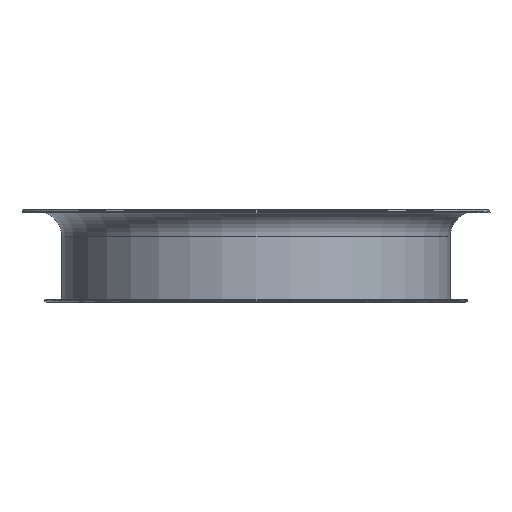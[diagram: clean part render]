
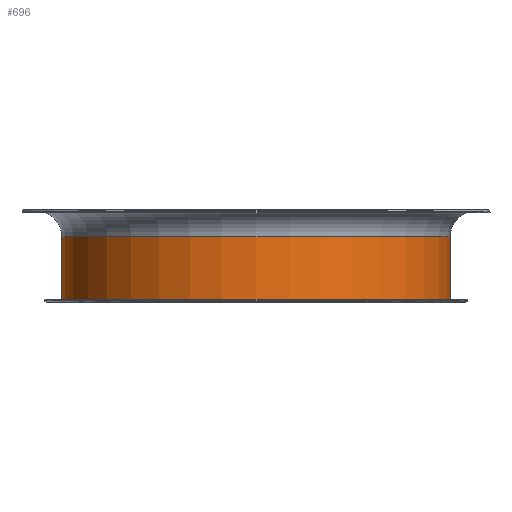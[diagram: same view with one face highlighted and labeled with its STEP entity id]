
A CAD part, left-side view. The second image highlights one B-rep face of the part: STEP entity #696.
In plain terms, the highlighted cylindrical face has radius 633 mm (diameter 1266 mm), a partial arc.
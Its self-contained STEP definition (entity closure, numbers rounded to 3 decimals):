
#17 = VERTEX_POINT ( 'NONE', #2165 ) ;
#93 = EDGE_CURVE ( 'NONE', #116, #1774, #3309, .T. ) ;
#116 = VERTEX_POINT ( 'NONE', #681 ) ;
#191 = CARTESIAN_POINT ( 'NONE',  ( 0., -633., 213. ) ) ;
#250 = DIRECTION ( 'NONE',  ( 0., 0., 1. ) ) ;
#368 = CARTESIAN_POINT ( 'NONE',  ( 0., 633., 0. ) ) ;
#410 = VECTOR ( 'NONE', #647, 1000. ) ;
#454 = LINE ( 'NONE', #368, #3348 ) ;
#508 = CIRCLE ( 'NONE', #3039, 633. ) ;
#536 = EDGE_LOOP ( 'NONE', ( #1988, #3672, #912, #851 ) ) ;
#647 = DIRECTION ( 'NONE',  ( 0., 0., 1. ) ) ;
#681 = CARTESIAN_POINT ( 'NONE',  ( 0., 633., 7. ) ) ;
#696 = ADVANCED_FACE ( 'NONE', ( #2197 ), #3107, .T. ) ;
#851 = ORIENTED_EDGE ( 'NONE', *, *, #3442, .F. ) ;
#912 = ORIENTED_EDGE ( 'NONE', *, *, #3670, .T. ) ;
#945 = CARTESIAN_POINT ( 'NONE',  ( 0., -633., 0. ) ) ;
#1287 = DIRECTION ( 'NONE',  ( 0., 0., 1. ) ) ;
#1370 = CARTESIAN_POINT ( 'NONE',  ( 0., 0., 213. ) ) ;
#1525 = AXIS2_PLACEMENT_3D ( 'NONE', #3891, #250, #3578 ) ;
#1774 = VERTEX_POINT ( 'NONE', #3294 ) ;
#1920 = DIRECTION ( 'NONE',  ( 0., 0., 1. ) ) ;
#1923 = LINE ( 'NONE', #945, #410 ) ;
#1988 = ORIENTED_EDGE ( 'NONE', *, *, #3820, .F. ) ;
#2165 = CARTESIAN_POINT ( 'NONE',  ( 0., 633., 213. ) ) ;
#2197 = FACE_OUTER_BOUND ( 'NONE', #536, .T. ) ;
#2239 = DIRECTION ( 'NONE',  ( 0., -1., 0. ) ) ;
#2655 = DIRECTION ( 'NONE',  ( 0., 0., 1. ) ) ;
#2952 = DIRECTION ( 'NONE',  ( 0., -1., 0. ) ) ;
#3039 = AXIS2_PLACEMENT_3D ( 'NONE', #1370, #2655, #2952 ) ;
#3107 = CYLINDRICAL_SURFACE ( 'NONE', #1525, 633. ) ;
#3121 = CARTESIAN_POINT ( 'NONE',  ( 0., 0., 7. ) ) ;
#3241 = VERTEX_POINT ( 'NONE', #191 ) ;
#3294 = CARTESIAN_POINT ( 'NONE',  ( 0., -633., 7. ) ) ;
#3298 = AXIS2_PLACEMENT_3D ( 'NONE', #3121, #1920, #2239 ) ;
#3309 = CIRCLE ( 'NONE', #3298, 633. ) ;
#3348 = VECTOR ( 'NONE', #1287, 1000. ) ;
#3442 = EDGE_CURVE ( 'NONE', #17, #3241, #508, .T. ) ;
#3578 = DIRECTION ( 'NONE',  ( 0., -1., 0. ) ) ;
#3670 = EDGE_CURVE ( 'NONE', #1774, #3241, #1923, .T. ) ;
#3672 = ORIENTED_EDGE ( 'NONE', *, *, #93, .T. ) ;
#3820 = EDGE_CURVE ( 'NONE', #116, #17, #454, .T. ) ;
#3891 = CARTESIAN_POINT ( 'NONE',  ( 0., 0., 0. ) ) ;
